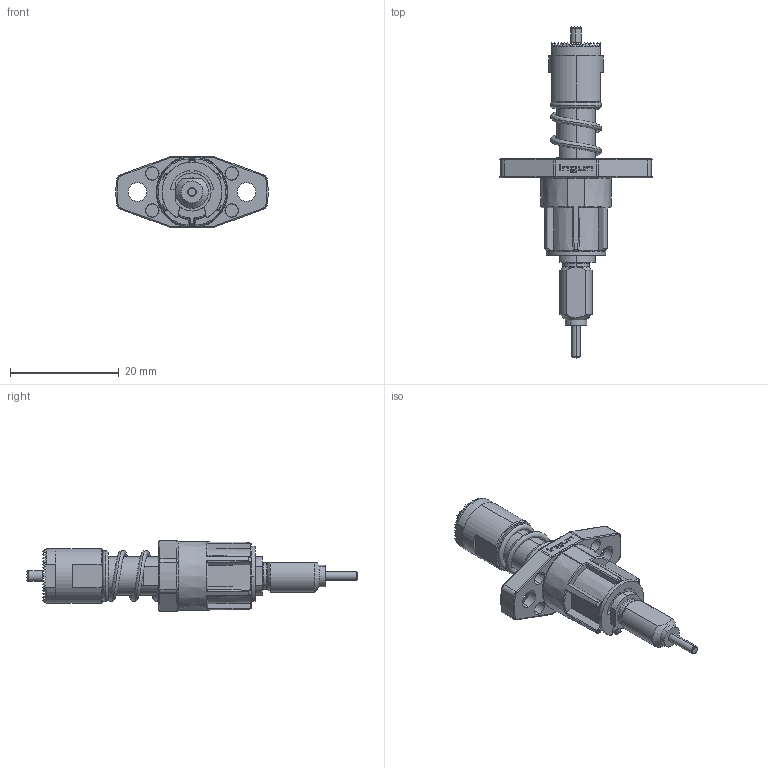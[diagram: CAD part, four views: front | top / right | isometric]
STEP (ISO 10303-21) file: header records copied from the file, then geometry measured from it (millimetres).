
FILE_DESCRIPTION (( 'STEP AP203' ), '1' );
FILE_NAME ('INGUN_BCP-693_360_1000_A_xx04-53.STEP', '2025-06-10T06:46:38', ( '' ), ( '' ), 'SwSTEP 2.0', 'SolidWorks 2023', '' );
FILE_SCHEMA (( 'CONFIG_CONTROL_DESIGN' ));
Length unit declared in the file: millimetre
Products named in the file (1): INGUN_BCP-693_360_1000_A_xx04-53
Bounding box: 27.95 x 61 x 13 mm (x, y, z)
Volume: 3657.5 mm3; surface area: 3496.5 mm2
Topology: 1 solids, 1 shells, 1261 faces, 2457 edges, 1214 vertices
Faces by surface type: plane 964, cylinder 124, torus 57, cone 52, bspline 36, sphere 28
Entity records: 32609 total; most frequent: CARTESIAN_POINT 8421, DIRECTION 4981, ORIENTED_EDGE 4914, EDGE_CURVE 2457, AXIS2_PLACEMENT_3D 1689, LINE 1603, VECTOR 1603, EDGE_LOOP 1285
